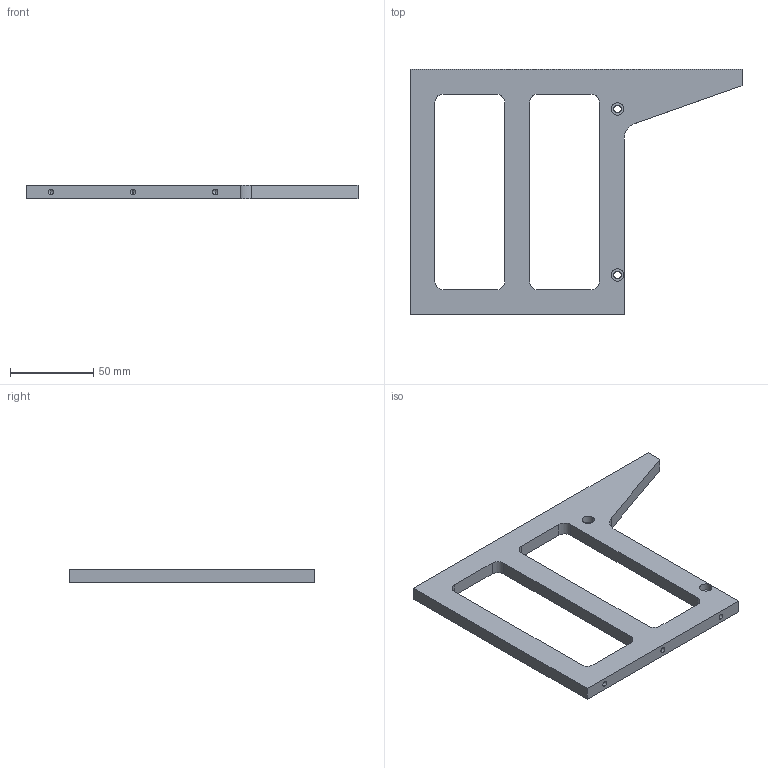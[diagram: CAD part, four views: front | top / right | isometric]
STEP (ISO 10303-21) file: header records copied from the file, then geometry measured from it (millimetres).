
FILE_DESCRIPTION (( 'STEP AP214' ), '1' );
FILE_NAME ('K4-PAROI TYPE 2.STEP', '2022-05-23T19:10:32', ( '' ), ( '' ), 'SwSTEP 2.0', 'SolidWorks 2021', '' );
FILE_SCHEMA (( 'AUTOMOTIVE_DESIGN' ));
Length unit declared in the file: millimetre
Products named in the file (1): K4-PAROI TYPE 2
Bounding box: 200 x 148 x 8 mm (x, y, z)
Volume: 85305.6 mm3; surface area: 33264.6 mm2
Topology: 1 solids, 1 shells, 63 faces, 163 edges, 97 vertices
Faces by surface type: cylinder 31, plane 18, cone 14
Entity records: 2033 total; most frequent: DIRECTION 339, CARTESIAN_POINT 310, ORIENTED_EDGE 298, EDGE_CURVE 149, AXIS2_PLACEMENT_3D 126, VERTEX_POINT 97, LINE 87, VECTOR 87
